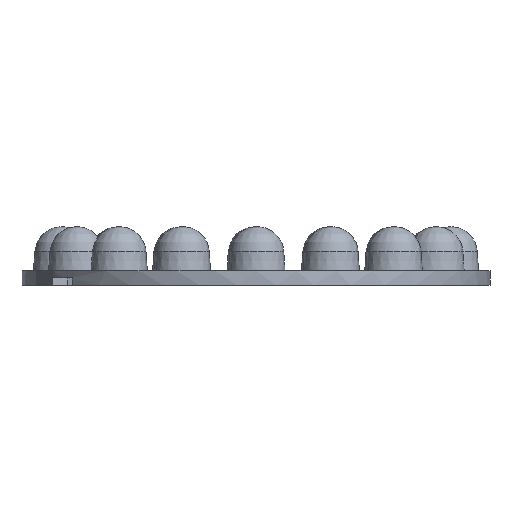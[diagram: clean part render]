
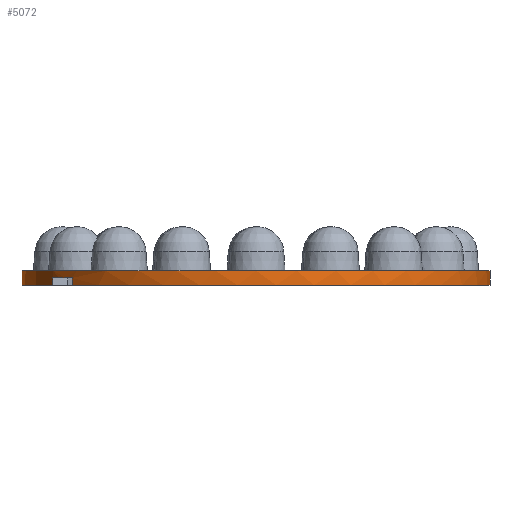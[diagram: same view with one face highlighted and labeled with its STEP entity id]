
A CAD part, front view. The second image highlights one B-rep face of the part: STEP entity #5072.
In plain terms, the highlighted cylindrical face has radius 32.031 mm (diameter 64.063 mm), a full revolution.
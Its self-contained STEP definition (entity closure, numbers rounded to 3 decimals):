
#390=FACE_OUTER_BOUND('',#666,.T.);
#666=EDGE_LOOP('',(#4462,#4463,#4464,#4465,#4466,#4467,#4468,#4469));
#1121=LINE('',#8781,#1528);
#1122=LINE('',#8783,#1529);
#1123=LINE('',#8786,#1530);
#1528=VECTOR('',#7142,10.);
#1529=VECTOR('',#7145,10.);
#1530=VECTOR('',#7148,32.031);
#1633=CIRCLE('',#5264,32.031);
#1814=CIRCLE('',#5595,32.031);
#1815=CIRCLE('',#5596,32.031);
#1829=CIRCLE('',#5633,32.031);
#2035=VERTEX_POINT('',#7751);
#2036=VERTEX_POINT('',#7753);
#2375=VERTEX_POINT('',#8737);
#2376=VERTEX_POINT('',#8739);
#2377=VERTEX_POINT('',#8741);
#2379=VERTEX_POINT('',#8785);
#2575=EDGE_CURVE('',#2036,#2035,#1633,.T.);
#3071=EDGE_CURVE('',#2375,#2376,#1814,.T.);
#3072=EDGE_CURVE('',#2376,#2377,#1815,.T.);
#3089=EDGE_CURVE('',#2375,#2036,#1121,.T.);
#3090=EDGE_CURVE('',#2035,#2377,#1122,.T.);
#3091=EDGE_CURVE('',#2376,#2379,#1123,.T.);
#3092=EDGE_CURVE('',#2379,#2379,#1829,.T.);
#4462=ORIENTED_EDGE('',*,*,#3089,.T.);
#4463=ORIENTED_EDGE('',*,*,#2575,.T.);
#4464=ORIENTED_EDGE('',*,*,#3090,.T.);
#4465=ORIENTED_EDGE('',*,*,#3072,.F.);
#4466=ORIENTED_EDGE('',*,*,#3091,.T.);
#4467=ORIENTED_EDGE('',*,*,#3092,.T.);
#4468=ORIENTED_EDGE('',*,*,#3091,.F.);
#4469=ORIENTED_EDGE('',*,*,#3071,.F.);
#4845=CYLINDRICAL_SURFACE('',#5632,32.031);
#5072=ADVANCED_FACE('',(#390),#4845,.T.);
#5264=AXIS2_PLACEMENT_3D('',#7754,#6090,#6091);
#5595=AXIS2_PLACEMENT_3D('',#8740,#7067,#7068);
#5596=AXIS2_PLACEMENT_3D('',#8742,#7069,#7070);
#5632=AXIS2_PLACEMENT_3D('',#8784,#7146,#7147);
#5633=AXIS2_PLACEMENT_3D('',#8787,#7149,#7150);
#6090=DIRECTION('center_axis',(0.,0.,1.));
#6091=DIRECTION('ref_axis',(-1.,0.,0.));
#7067=DIRECTION('center_axis',(0.,0.,-1.));
#7068=DIRECTION('ref_axis',(-1.,0.,0.));
#7069=DIRECTION('center_axis',(0.,0.,-1.));
#7070=DIRECTION('ref_axis',(-1.,0.,0.));
#7142=DIRECTION('',(0.,0.,1.));
#7145=DIRECTION('',(0.,0.,-1.));
#7146=DIRECTION('center_axis',(0.,0.,-1.));
#7147=DIRECTION('ref_axis',(-1.,0.,0.));
#7148=DIRECTION('',(0.,0.,1.));
#7149=DIRECTION('center_axis',(0.,0.,-1.));
#7150=DIRECTION('ref_axis',(-1.,0.,0.));
#7751=CARTESIAN_POINT('',(-25.201,-0.868,3.15));
#7753=CARTESIAN_POINT('',(-27.888,3.128,3.15));
#7754=CARTESIAN_POINT('Origin',(-0.038,18.952,3.15));
#8737=CARTESIAN_POINT('',(-27.888,3.128,2.15));
#8739=CARTESIAN_POINT('',(31.993,18.952,2.15));
#8740=CARTESIAN_POINT('Origin',(-0.038,18.952,2.15));
#8741=CARTESIAN_POINT('',(-25.201,-0.868,2.15));
#8742=CARTESIAN_POINT('Origin',(-0.038,18.952,2.15));
#8781=CARTESIAN_POINT('',(-27.888,3.128,4.15));
#8783=CARTESIAN_POINT('',(-25.201,-0.868,4.15));
#8784=CARTESIAN_POINT('Origin',(-0.038,18.952,4.15));
#8785=CARTESIAN_POINT('',(31.993,18.952,4.15));
#8786=CARTESIAN_POINT('',(31.993,18.952,4.15));
#8787=CARTESIAN_POINT('Origin',(-0.038,18.952,4.15));
